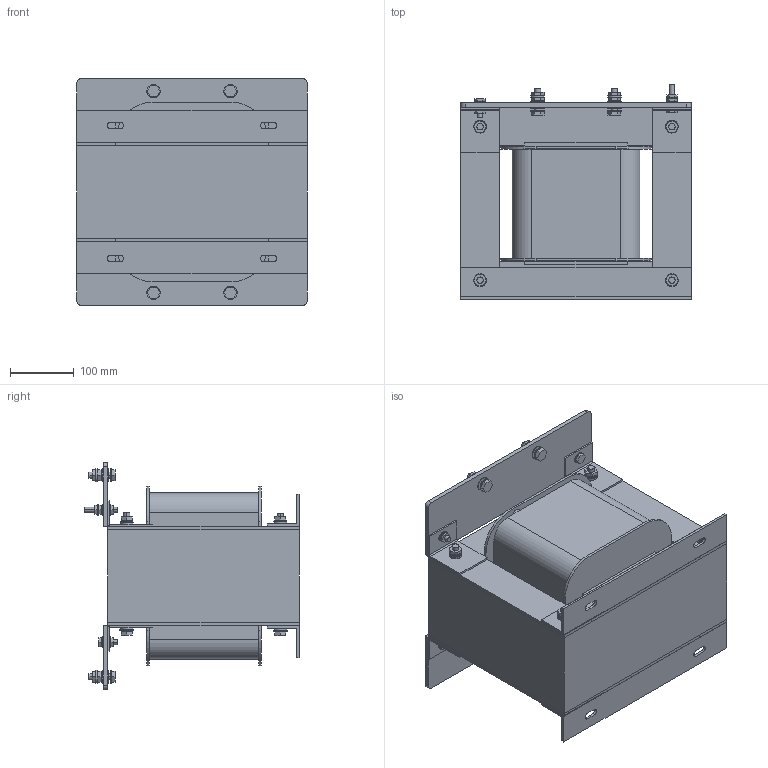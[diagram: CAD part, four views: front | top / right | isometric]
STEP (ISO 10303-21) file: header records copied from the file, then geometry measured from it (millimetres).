
FILE_DESCRIPTION((''),'2;1');
FILE_NAME('BK-25K-30K_380VA_220VA_ASM','2024-09-21T',('Administrator'),(''),'PRO/ENGINEER BY PARAMETRIC TECHNOLOGY CORPORATION, 2008380','PRO/ENGINEER BY PARAMETRIC TECHNOLOGY CORPORATION, 2008380','');
FILE_SCHEMA(('CONFIG_CONTROL_DESIGN'));
Length unit declared in the file: millimetre
Products named in the file (18): PRT0002_1; PRT0005_1; PRT0006_1; PRT0003_3; PRT0004_1; PRT0007_2; PRT0008_1; PRT0009_1; PRT0010_1; PRT0011_1; PRT0012_1; PRT0013_1; PRT0014_1; PRT0015_1; PRT0016_1; ASM0001_ASM_3_ASM; PRT0001; BK-25K-30K_380VA_220VA_ASM
Assembly tree (49 placements, depth 3):
  BK-25K-30K_380VA_220VA_ASM
    ASM0001_ASM_3_ASM
      PRT0002_1
      PRT0005_1  x4
      PRT0006_1  x2
      PRT0003_3  x2
      PRT0004_1  x4
      PRT0007_2  x8
      PRT0008_1  x4
      PRT0009_1  x4
      PRT0010_1  x2
      PRT0011_1  x3
      PRT0012_1  x3
      PRT0013_1
      PRT0014_1
      PRT0015_1  x4
      PRT0016_1  x4
    PRT0001
Bounding box: 360 x 336 x 355 mm (x, y, z)
Volume: 19995076.2 mm3; surface area: 1548302.4 mm2
Topology: 48 solids, 48 shells, 808 faces, 1886 edges, 1258 vertices
Faces by surface type: plane 496, cylinder 312
Entity records: 10387 total; most frequent: DIRECTION 1902, CARTESIAN_POINT 1734, ORIENTED_EDGE 1560, EDGE_CURVE 780, AXIS2_PLACEMENT_3D 686, VECTOR 530, LINE 530, VERTEX_POINT 518
